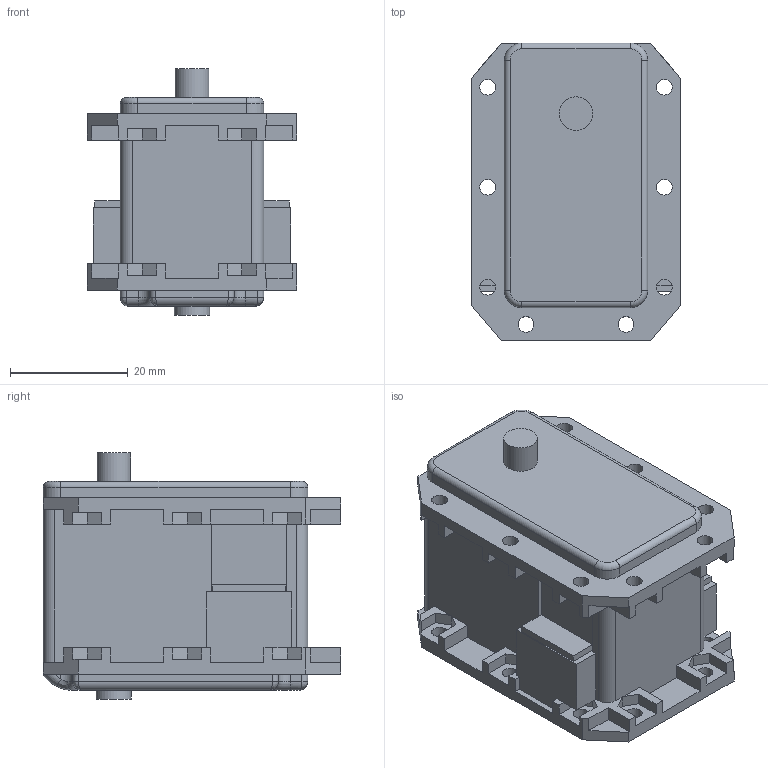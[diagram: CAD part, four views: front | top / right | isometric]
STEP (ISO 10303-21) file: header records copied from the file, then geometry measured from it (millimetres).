
FILE_DESCRIPTION(/* description */ (''),/* implementation_level */ '2;1');
FILE_NAME(/* name */ 'MX-28T_R v1.step',/* time_stamp */ '2021-02-10T11:17:15+03:00',/* author */ (''),/* organization */ (''),/* preprocessor_version */ 'ST-DEVELOPER v18.1',/* originating_system */ 'Autodesk Translation Framework v9.7.1.1290',/* authorisation */ '');
FILE_SCHEMA (('AUTOMOTIVE_DESIGN { 1 0 10303 214 3 1 1 }'));
Length unit declared in the file: metre
Products named in the file (1): MX-28T_R
Bounding box: 35.6 x 50.6 x 41.85 mm (x, y, z)
Volume: 43259.2 mm3; surface area: 10891.9 mm2
Topology: 1 solids, 1 shells, 312 faces, 839 edges, 536 vertices
Faces by surface type: plane 241, cylinder 53, torus 10, bspline 8
Full cylindrical faces by diameter (mm): 2.7 x16, 3.2 x1, 5.7 x1, 6 x1, 8 x1, 13 x1
Entity records: 10562 total; most frequent: CARTESIAN_POINT 2641, ORIENTED_EDGE 1678, DIRECTION 1543, EDGE_CURVE 839, LINE 705, VECTOR 705, VERTEX_POINT 536, AXIS2_PLACEMENT_3D 419
